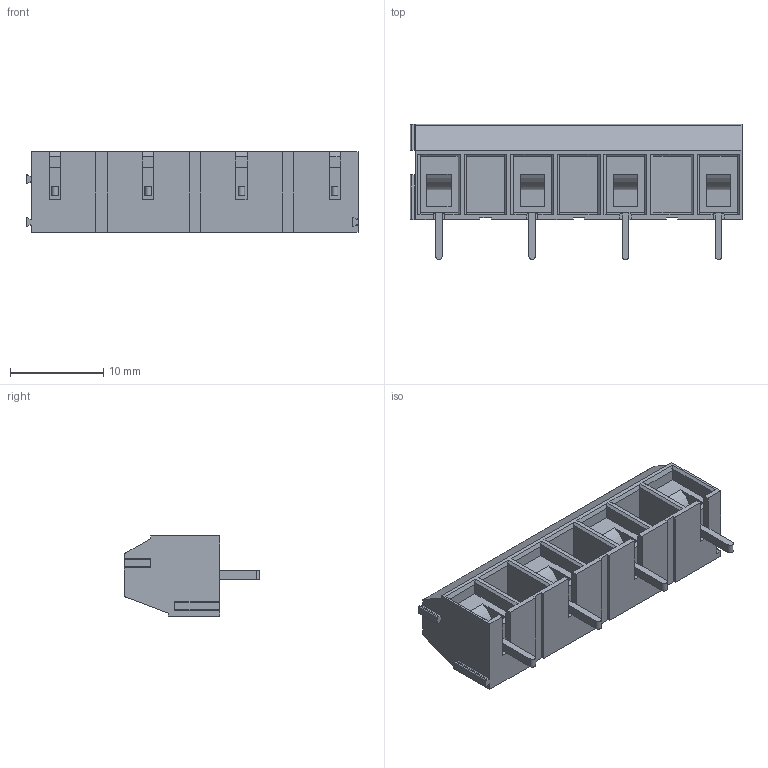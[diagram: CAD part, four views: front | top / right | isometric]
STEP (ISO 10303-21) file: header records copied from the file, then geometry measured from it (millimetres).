
FILE_DESCRIPTION(('STEP AP214'),'1');
FILE_NAME('MBE154-10-V.stp','2018-04-13T10:11:45',(' '),(' '),'Spatial InterOp 3D',' ',' ');
FILE_SCHEMA(('automotive_design'));
Length unit declared in the file: metre
Products named in the file (1): 1
Bounding box: 35.6 x 14.5 x 8.6 mm (x, y, z)
Volume: 1789.7 mm3; surface area: 2632.9 mm2
Topology: 1 solids, 1 shells, 280 faces, 763 edges, 511 vertices
Faces by surface type: plane 224, cylinder 52, torus 4
Full cylindrical faces by diameter (mm): 2.5 x7, 3.3 x4, 3.4 x7
Entity records: 10815 total; most frequent: CARTESIAN_POINT 1503, ORIENTED_EDGE 1452, DIRECTION 1416, EDGE_CURVE 726, LINE 598, VECTOR 598, VERTEX_POINT 496, AXIS2_PLACEMENT_3D 409
